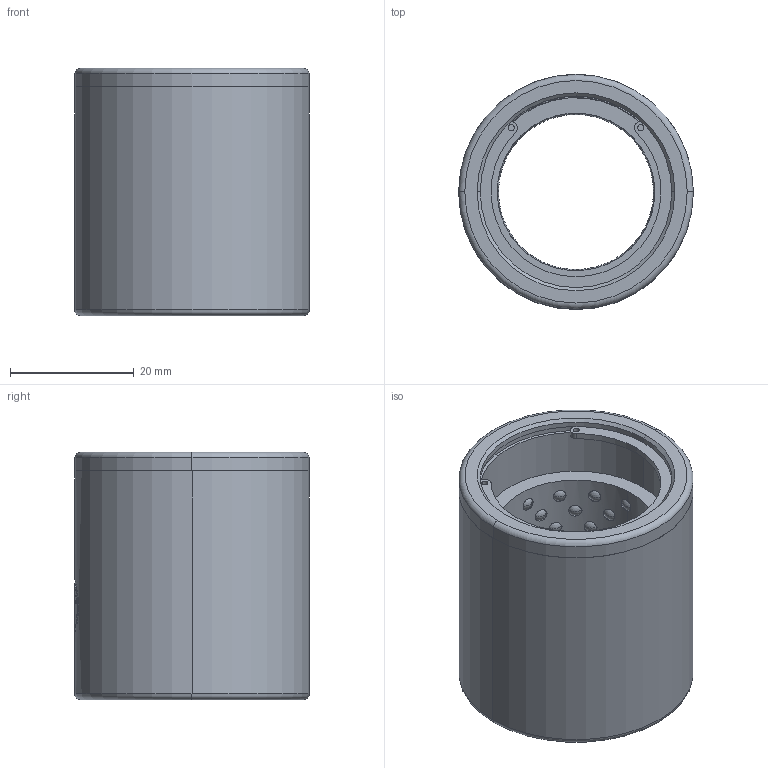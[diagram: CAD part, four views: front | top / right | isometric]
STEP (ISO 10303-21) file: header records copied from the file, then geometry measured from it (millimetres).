
FILE_DESCRIPTION (( 'STEP AP214' ), '1' );
FILE_NAME ('GBBL-D38-d25-L40.STEP', '2021-08-06T08:29:49', ( 'User' ), ( 'china' ), 'SwSTEP 2.0', 'SolidWorks 2016', '' );
FILE_SCHEMA (( 'AUTOMOTIVE_DESIGN' ));
Length unit declared in the file: millimetre
Products named in the file (6): BSH紩杶-d25-L27.5; 紩-D3; GBBL囀縐-D31; GBBL-D38-L40; GBBL-D38-d25-L40
Assembly tree (117 placements, depth 3):
  GBBL-D38-d25-L40
    GBBL-D38-L40
    GBBL囀縐-D31  x2
    BSH紩杶-d25-L27.5
      BSH紩杶-d25-L27.5
      紩-D3  x112
Bounding box: 38 x 38 x 40 mm (x, y, z)
Volume: 20950.8 mm3; surface area: 20881.4 mm2
Topology: 116 solids, 116 shells, 533 faces, 2260 edges, 1504 vertices
Faces by surface type: sphere 448, cylinder 56, plane 21, cone 4, torus 4
Entity records: 18525 total; most frequent: CARTESIAN_POINT 9826, ORIENTED_EDGE 1758, DIRECTION 1517, EDGE_CURVE 879, AXIS2_PLACEMENT_3D 721, VERTEX_POINT 584, EDGE_LOOP 521, B_SPLINE_CURVE_WITH_KNOTS 496
